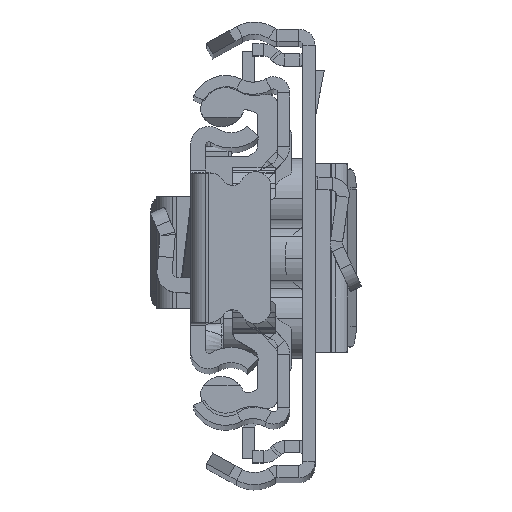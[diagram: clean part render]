
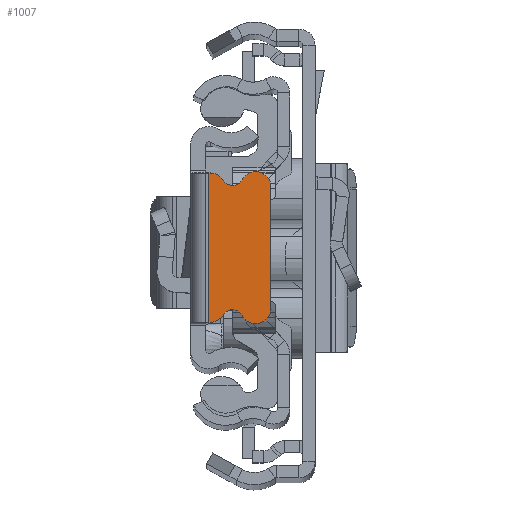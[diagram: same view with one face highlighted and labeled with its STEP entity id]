
A CAD part, top view. The second image highlights one B-rep face of the part: STEP entity #1007.
In plain terms, the highlighted planar face has unit normal (0, 0, 1).
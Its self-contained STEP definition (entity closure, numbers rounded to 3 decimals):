
#611 = CARTESIAN_POINT ( 'NONE',  ( -1.929, 7.37, 0. ) ) ;
#1007 = ADVANCED_FACE ( 'NONE', ( #5165 ), #13249, .T. ) ;
#1180 = DIRECTION ( 'NONE',  ( 1., 0., 0. ) ) ;
#1713 = CARTESIAN_POINT ( 'NONE',  ( -7.929, -6., 0. ) ) ;
#1727 = CARTESIAN_POINT ( 'NONE',  ( -1.75, 0., 0. ) ) ;
#1835 = CARTESIAN_POINT ( 'NONE',  ( -1.929, 7.37, 0. ) ) ;
#2017 = VECTOR ( 'NONE', #13270, 1000. ) ;
#2318 = ORIENTED_EDGE ( 'NONE', *, *, #26226, .F. ) ;
#2603 = AXIS2_PLACEMENT_3D ( 'NONE', #10926, #8934, #22688 ) ;
#2763 = CIRCLE ( 'NONE', #8286, 1.1 ) ;
#3234 = AXIS2_PLACEMENT_3D ( 'NONE', #21415, #11278, #1180 ) ;
#3294 = DIRECTION ( 'NONE',  ( 0., 0., -1. ) ) ;
#3868 = ORIENTED_EDGE ( 'NONE', *, *, #22818, .T. ) ;
#3979 = VERTEX_POINT ( 'NONE', #13715 ) ;
#4534 = VERTEX_POINT ( 'NONE', #23578 ) ;
#4599 = EDGE_CURVE ( 'NONE', #13126, #3979, #9548, .T. ) ;
#5165 = FACE_OUTER_BOUND ( 'NONE', #23501, .T. ) ;
#5232 = DIRECTION ( 'NONE',  ( 0., 0., 1. ) ) ;
#5376 = DIRECTION ( 'NONE',  ( 1., 0., 0. ) ) ;
#5557 = LINE ( 'NONE', #1713, #7251 ) ;
#6367 = ORIENTED_EDGE ( 'NONE', *, *, #22365, .T. ) ;
#6467 = ORIENTED_EDGE ( 'NONE', *, *, #14643, .T. ) ;
#6754 = VERTEX_POINT ( 'NONE', #10858 ) ;
#7230 = AXIS2_PLACEMENT_3D ( 'NONE', #11494, #21514, #5376 ) ;
#7251 = VECTOR ( 'NONE', #14051, 1000. ) ;
#7274 = DIRECTION ( 'NONE',  ( 1., 0., 0. ) ) ;
#7634 = CIRCLE ( 'NONE', #7230, 1.1 ) ;
#7678 = CARTESIAN_POINT ( 'NONE',  ( -4.142, -7.236, 0. ) ) ;
#8286 = AXIS2_PLACEMENT_3D ( 'NONE', #7678, #3294, #23949 ) ;
#8376 = EDGE_CURVE ( 'NONE', #19104, #4534, #10916, .T. ) ;
#8562 = ORIENTED_EDGE ( 'NONE', *, *, #16651, .F. ) ;
#8857 = CARTESIAN_POINT ( 'NONE',  ( -1.929, 5.87, 0. ) ) ;
#8934 = DIRECTION ( 'NONE',  ( 0., 0., 1. ) ) ;
#9548 = LINE ( 'NONE', #1727, #2017 ) ;
#10206 = VERTEX_POINT ( 'NONE', #19238 ) ;
#10858 = CARTESIAN_POINT ( 'NONE',  ( -5.109, 6.713, 0. ) ) ;
#10916 = CIRCLE ( 'NONE', #17679, 1.5 ) ;
#10926 = CARTESIAN_POINT ( 'NONE',  ( -6.429, 6., 0. ) ) ;
#11044 = CARTESIAN_POINT ( 'NONE',  ( -1.929, -7.37, 0. ) ) ;
#11126 = EDGE_CURVE ( 'NONE', #13093, #13864, #24922, .T. ) ;
#11278 = DIRECTION ( 'NONE',  ( 0., 0., 1. ) ) ;
#11494 = CARTESIAN_POINT ( 'NONE',  ( -4.142, 7.236, 0. ) ) ;
#12681 = VERTEX_POINT ( 'NONE', #23386 ) ;
#13071 = DIRECTION ( 'NONE',  ( -1., 0., 0. ) ) ;
#13093 = VERTEX_POINT ( 'NONE', #26051 ) ;
#13126 = VERTEX_POINT ( 'NONE', #22191 ) ;
#13206 = LINE ( 'NONE', #17208, #13269 ) ;
#13249 = PLANE ( 'NONE',  #3234 ) ;
#13270 = DIRECTION ( 'NONE',  ( 0., -1., 0. ) ) ;
#13269 = VECTOR ( 'NONE', #23510, 1000. ) ;
#13351 = AXIS2_PLACEMENT_3D ( 'NONE', #21670, #17508, #25678 ) ;
#13715 = CARTESIAN_POINT ( 'NONE',  ( -1.75, -7.37, 0. ) ) ;
#13864 = VERTEX_POINT ( 'NONE', #11044 ) ;
#13888 = CARTESIAN_POINT ( 'NONE',  ( -6.429, -6., 0. ) ) ;
#14051 = DIRECTION ( 'NONE',  ( 0., -1., 0. ) ) ;
#14643 = EDGE_CURVE ( 'NONE', #12681, #13093, #2763, .T. ) ;
#16492 = CARTESIAN_POINT ( 'NONE',  ( -7.929, -6., 0. ) ) ;
#16651 = EDGE_CURVE ( 'NONE', #3979, #13864, #13206, .T. ) ;
#16956 = ORIENTED_EDGE ( 'NONE', *, *, #11126, .T. ) ;
#17208 = CARTESIAN_POINT ( 'NONE',  ( -1.929, -7.37, 0. ) ) ;
#17508 = DIRECTION ( 'NONE',  ( 0., 0., 1. ) ) ;
#17532 = EDGE_CURVE ( 'NONE', #21413, #12681, #18857, .T. ) ;
#17679 = AXIS2_PLACEMENT_3D ( 'NONE', #8857, #5232, #13071 ) ;
#17903 = LINE ( 'NONE', #1835, #25972 ) ;
#18857 = CIRCLE ( 'NONE', #23992, 1.5 ) ;
#19104 = VERTEX_POINT ( 'NONE', #611 ) ;
#19238 = CARTESIAN_POINT ( 'NONE',  ( -7.929, 6., 0. ) ) ;
#19893 = ORIENTED_EDGE ( 'NONE', *, *, #8376, .T. ) ;
#19922 = DIRECTION ( 'NONE',  ( 1., 0., 0. ) ) ;
#21413 = VERTEX_POINT ( 'NONE', #16492 ) ;
#21415 = CARTESIAN_POINT ( 'NONE',  ( 294.071, 0., 0. ) ) ;
#21423 = ORIENTED_EDGE ( 'NONE', *, *, #17532, .T. ) ;
#21514 = DIRECTION ( 'NONE',  ( 0., 0., -1. ) ) ;
#21670 = CARTESIAN_POINT ( 'NONE',  ( -1.929, -5.87, 0. ) ) ;
#22065 = DIRECTION ( 'NONE',  ( 0., 0., 1. ) ) ;
#22191 = CARTESIAN_POINT ( 'NONE',  ( -1.75, 7.37, 0. ) ) ;
#22365 = EDGE_CURVE ( 'NONE', #6754, #10206, #25578, .T. ) ;
#22688 = DIRECTION ( 'NONE',  ( -1., 0., 0. ) ) ;
#22818 = EDGE_CURVE ( 'NONE', #4534, #6754, #7634, .T. ) ;
#23072 = EDGE_CURVE ( 'NONE', #10206, #21413, #5557, .T. ) ;
#23386 = CARTESIAN_POINT ( 'NONE',  ( -5.109, -6.713, 0. ) ) ;
#23501 = EDGE_LOOP ( 'NONE', ( #26064, #2318, #19893, #3868, #6367, #23717, #21423, #6467, #16956, #8562 ) ) ;
#23510 = DIRECTION ( 'NONE',  ( -1., 0., 0. ) ) ;
#23578 = CARTESIAN_POINT ( 'NONE',  ( -3.206, 6.658, 0. ) ) ;
#23717 = ORIENTED_EDGE ( 'NONE', *, *, #23072, .T. ) ;
#23949 = DIRECTION ( 'NONE',  ( -1., 0., 0. ) ) ;
#23992 = AXIS2_PLACEMENT_3D ( 'NONE', #13888, #22065, #7274 ) ;
#24922 = CIRCLE ( 'NONE', #13351, 1.5 ) ;
#25578 = CIRCLE ( 'NONE', #2603, 1.5 ) ;
#25678 = DIRECTION ( 'NONE',  ( 1., 0., 0. ) ) ;
#25972 = VECTOR ( 'NONE', #19922, 1000. ) ;
#26051 = CARTESIAN_POINT ( 'NONE',  ( -3.206, -6.658, 0. ) ) ;
#26064 = ORIENTED_EDGE ( 'NONE', *, *, #4599, .F. ) ;
#26226 = EDGE_CURVE ( 'NONE', #19104, #13126, #17903, .T. ) ;
